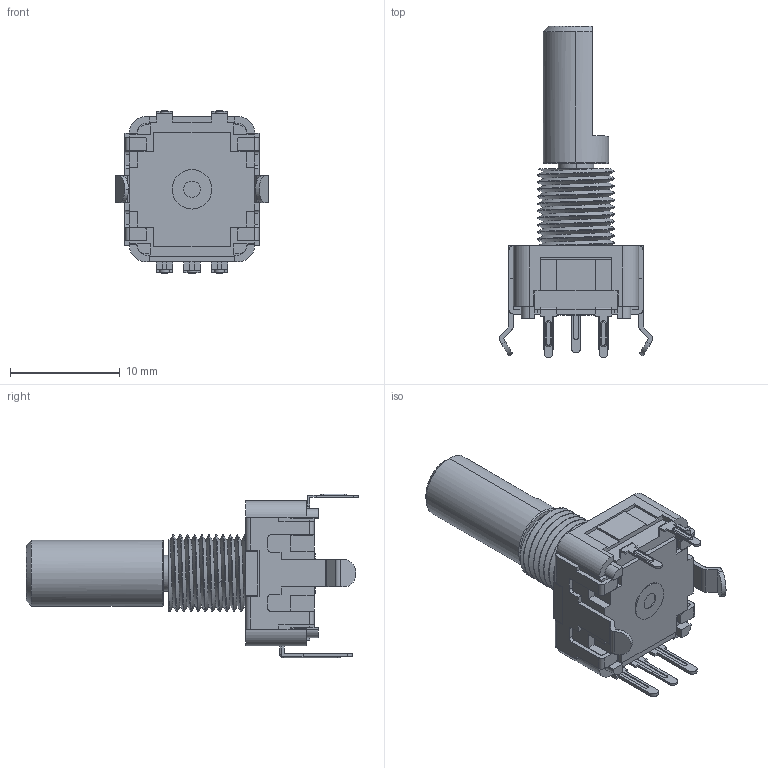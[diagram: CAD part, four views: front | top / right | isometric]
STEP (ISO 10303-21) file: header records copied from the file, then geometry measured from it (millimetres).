
FILE_DESCRIPTION (( 'STEP AP214' ), '1' );
FILE_NAME ('PEC11R-4020F-N0024.STEP', '2023-05-05T11:49:57', ( '' ), ( '' ), 'SwSTEP 2.0', 'SolidWorks 2023', '' );
FILE_SCHEMA (( 'AUTOMOTIVE_DESIGN' ));
Length unit declared in the file: inch
Products named in the file (1): PEC11R-4020F-N0024
Bounding box: 14 x 30.2 x 14.9 mm (x, y, z)
Surface area: 1686.7 mm2 (no closed solid volume)
Topology: 0 solids, 4 shells, 459 faces, 1257 edges, 821 vertices
Faces by surface type: plane 285, cylinder 144, bspline 23, cone 7
Entity records: 18480 total; most frequent: CARTESIAN_POINT 6854, ORIENTED_EDGE 2506, DIRECTION 2280, EDGE_CURVE 1257, VECTOR 902, LINE 902, VERTEX_POINT 821, AXIS2_PLACEMENT_3D 689
